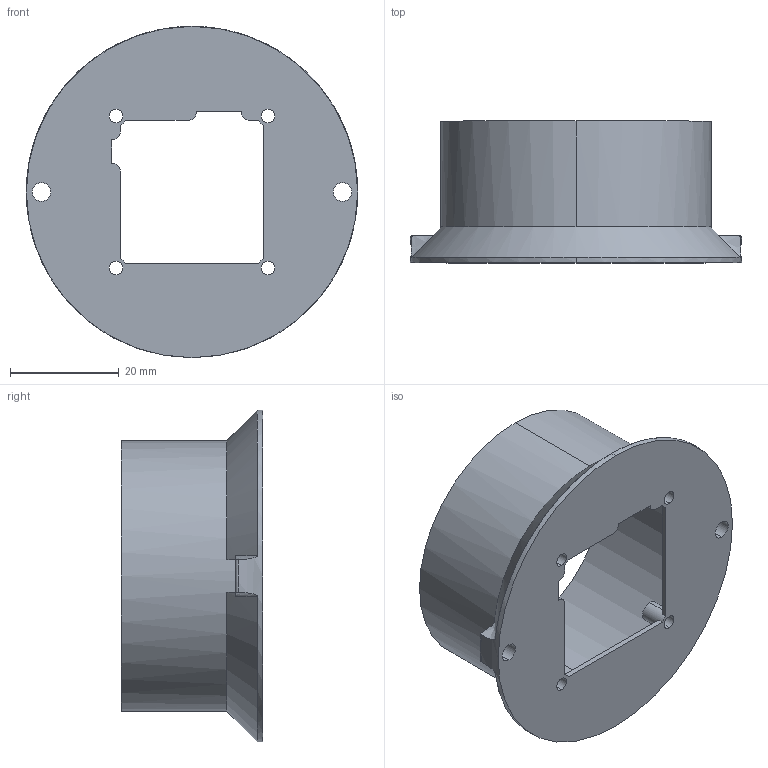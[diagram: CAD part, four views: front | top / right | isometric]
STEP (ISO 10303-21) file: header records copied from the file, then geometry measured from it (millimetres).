
FILE_DESCRIPTION (( 'STEP AP203' ), '1' );
FILE_NAME ('01_camera_mount.step', '2020-01-26T15:33:51', ( '' ), ( '' ), 'SwSTEP 2.0', 'SolidWorks 2016', '' );
FILE_SCHEMA (( 'CONFIG_CONTROL_DESIGN' ));
Length unit declared in the file: millimetre
Products named in the file (1): 01_camera_mount
Bounding box: 60.81 x 26 x 60.81 mm (x, y, z)
Volume: 10562 mm3; surface area: 12214.1 mm2
Topology: 1 solids, 1 shells, 66 faces, 188 edges, 125 vertices
Faces by surface type: cylinder 30, plane 27, bspline 4, cone 3, torus 2
Entity records: 2632 total; most frequent: CARTESIAN_POINT 782, ORIENTED_EDGE 376, DIRECTION 375, EDGE_CURVE 188, AXIS2_PLACEMENT_3D 148, VERTEX_POINT 125, CIRCLE 85, EDGE_LOOP 81
